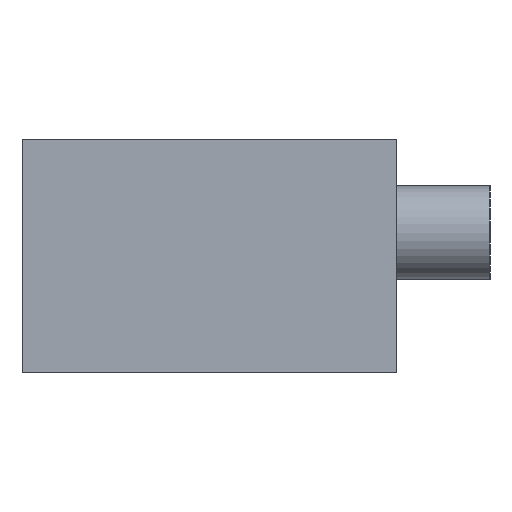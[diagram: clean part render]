
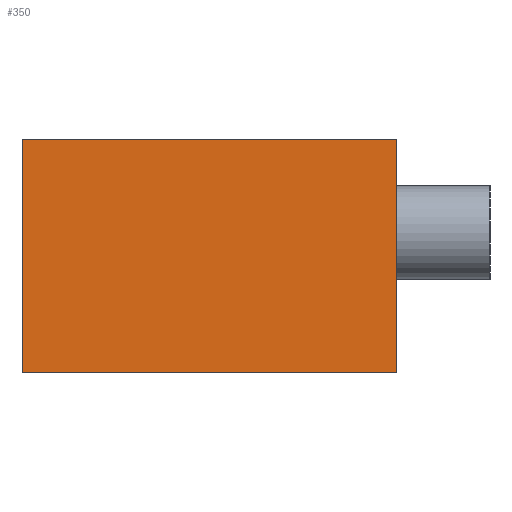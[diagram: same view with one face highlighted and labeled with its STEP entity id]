
A CAD part, left-side view. The second image highlights one B-rep face of the part: STEP entity #350.
In plain terms, the highlighted planar face has unit normal (-1, 0, 0).
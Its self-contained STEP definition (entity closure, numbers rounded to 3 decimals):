
#40=PLANE('',#395);
#63=FACE_OUTER_BOUND('',#99,.T.);
#99=EDGE_LOOP('',(#314,#315,#316,#317));
#107=LINE('',#559,#129);
#114=LINE('',#586,#136);
#119=LINE('',#594,#141);
#120=LINE('',#596,#142);
#129=VECTOR('',#463,10.);
#136=VECTOR('',#490,10.);
#141=VECTOR('',#497,10.);
#142=VECTOR('',#500,10.);
#178=VERTEX_POINT('',#557);
#179=VERTEX_POINT('',#558);
#188=VERTEX_POINT('',#584);
#189=VERTEX_POINT('',#585);
#213=EDGE_CURVE('',#178,#179,#107,.T.);
#226=EDGE_CURVE('',#188,#189,#114,.T.);
#231=EDGE_CURVE('',#179,#188,#119,.T.);
#232=EDGE_CURVE('',#189,#178,#120,.T.);
#314=ORIENTED_EDGE('',*,*,#232,.T.);
#315=ORIENTED_EDGE('',*,*,#213,.T.);
#316=ORIENTED_EDGE('',*,*,#231,.T.);
#317=ORIENTED_EDGE('',*,*,#226,.T.);
#350=ADVANCED_FACE('',(#63),#40,.T.);
#395=AXIS2_PLACEMENT_3D('',#599,#504,#505);
#463=DIRECTION('',(0.,0.,-1.));
#490=DIRECTION('',(0.,0.,1.));
#497=DIRECTION('',(0.,-1.,0.));
#500=DIRECTION('',(0.,1.,0.));
#504=DIRECTION('center_axis',(-1.,0.,0.));
#505=DIRECTION('ref_axis',(0.,-1.,0.));
#557=CARTESIAN_POINT('',(-12.,-91.,-35.));
#558=CARTESIAN_POINT('',(-12.,-91.,-40.));
#559=CARTESIAN_POINT('',(-12.,-91.,-36.25));
#584=CARTESIAN_POINT('',(-12.,-99.,-40.));
#585=CARTESIAN_POINT('',(-12.,-99.,-35.));
#586=CARTESIAN_POINT('',(-12.,-99.,-36.25));
#594=CARTESIAN_POINT('',(-12.,-91.,-40.));
#596=CARTESIAN_POINT('',(-12.,-91.,-35.));
#599=CARTESIAN_POINT('Origin',(-12.,-91.,-35.));
